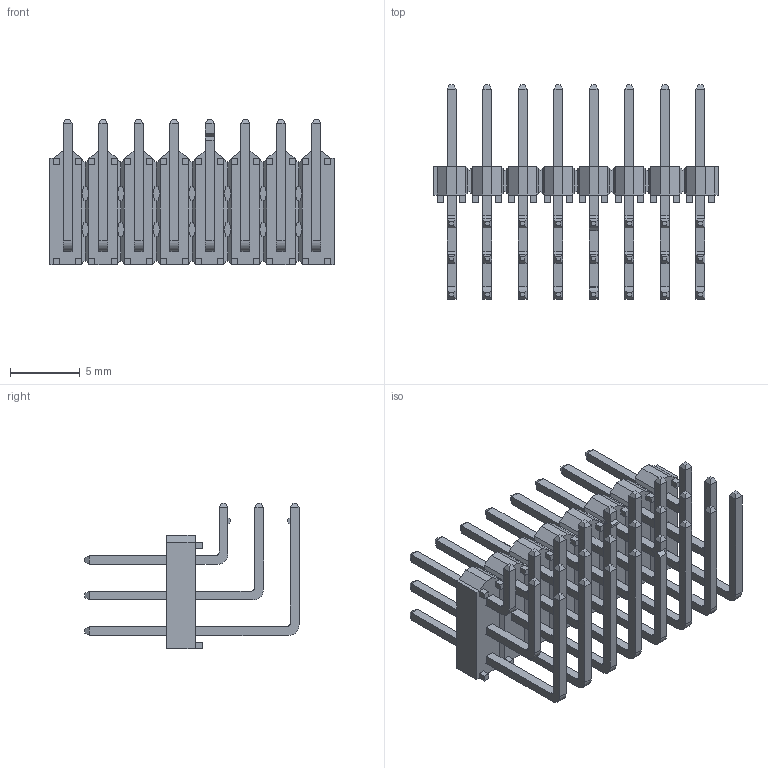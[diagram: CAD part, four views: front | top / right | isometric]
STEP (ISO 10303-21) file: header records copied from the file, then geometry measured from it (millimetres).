
FILE_DESCRIPTION( ( 'STEP AP214' ), '1' );
FILE_NAME( 'TSW-108-08-T-T-LA.stp', '2021-04-29T18:24:23', ( 'License CC BY-ND 4.0' ), ( 'CADENAS' ), ' ', 'PARTsolutions', ' ' );
FILE_SCHEMA( ( 'AUTOMOTIVE_DESIGN { 1 0 10303 214 1 1 1 1 }' ) );
Length unit declared in the file: inch
Products named in the file (3): TSW-108-08-T-T-LA; _TSW-108-08-T-T-LA_body; _T-1S6-08-TSW-1-08-8-LA-T
Assembly tree (2 placements, depth 2):
  TSW-108-08-T-T-LA
    _TSW-108-08-T-T-LA_body
    _T-1S6-08-TSW-1-08-8-LA-T
Bounding box: 20.32 x 15.3 x 10.41 mm (x, y, z)
Volume: 483.7 mm3; surface area: 1999 mm2
Topology: 2 solids, 2 shells, 1048 faces, 2752 edges, 1728 vertices
Faces by surface type: plane 1000, cylinder 48
Entity records: 39842 total; most frequent: CARTESIAN_POINT 5531, ORIENTED_EDGE 5504, DIRECTION 4950, EDGE_CURVE 2752, LINE 2656, VECTOR 2656, VERTEX_POINT 1728, AXIS2_PLACEMENT_3D 1147
